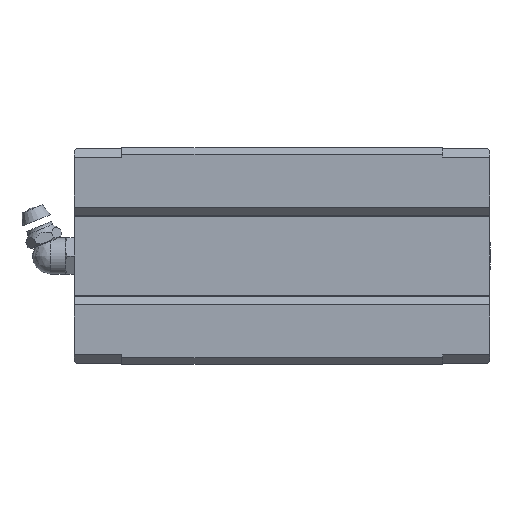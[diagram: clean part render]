
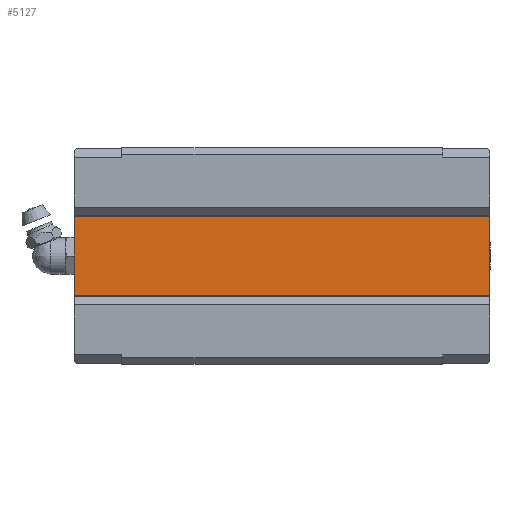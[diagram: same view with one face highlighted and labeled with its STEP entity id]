
A CAD part, front view. The second image highlights one B-rep face of the part: STEP entity #5127.
In plain terms, the highlighted planar face has unit normal (0, -1, 0).
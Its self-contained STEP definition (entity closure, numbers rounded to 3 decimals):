
#2 = DIRECTION ( 'NONE',  ( 0., 0., 1. ) ) ;
#17 = EDGE_CURVE ( 'NONE', #2594, #3001, #1061, .T. ) ;
#144 = CARTESIAN_POINT ( 'NONE',  ( 46., 14.2, -9.323 ) ) ;
#294 = CARTESIAN_POINT ( 'NONE',  ( -46., 14.2, -9.323 ) ) ;
#618 = EDGE_CURVE ( 'NONE', #3001, #2540, #2149, .T. ) ;
#621 = VECTOR ( 'NONE', #3147, 1000. ) ;
#760 = DIRECTION ( 'NONE',  ( -1., 0., 0. ) ) ;
#1061 = LINE ( 'NONE', #2794, #621 ) ;
#1074 = VECTOR ( 'NONE', #2, 1000. ) ;
#1266 = VECTOR ( 'NONE', #760, 1000. ) ;
#1424 = DIRECTION ( 'NONE',  ( 0., 0., -1. ) ) ;
#1430 = VECTOR ( 'NONE', #5091, 1000. ) ;
#1798 = EDGE_LOOP ( 'NONE', ( #2325, #4389, #4980, #2106 ) ) ;
#1851 = VERTEX_POINT ( 'NONE', #2219 ) ;
#1860 = CARTESIAN_POINT ( 'NONE',  ( 46., 14.2, 9.323 ) ) ;
#2106 = ORIENTED_EDGE ( 'NONE', *, *, #17, .T. ) ;
#2149 = LINE ( 'NONE', #3855, #1074 ) ;
#2219 = CARTESIAN_POINT ( 'NONE',  ( -46., 14.2, 9.323 ) ) ;
#2254 = AXIS2_PLACEMENT_3D ( 'NONE', #144, #4375, #1424 ) ;
#2325 = ORIENTED_EDGE ( 'NONE', *, *, #618, .T. ) ;
#2488 = CARTESIAN_POINT ( 'NONE',  ( -46., 14.2, -9.323 ) ) ;
#2540 = VERTEX_POINT ( 'NONE', #1860 ) ;
#2594 = VERTEX_POINT ( 'NONE', #294 ) ;
#2777 = EDGE_CURVE ( 'NONE', #1851, #2594, #3395, .T. ) ;
#2794 = CARTESIAN_POINT ( 'NONE',  ( 46., 14.2, -9.323 ) ) ;
#2905 = CARTESIAN_POINT ( 'NONE',  ( 46., 14.2, 9.323 ) ) ;
#3001 = VERTEX_POINT ( 'NONE', #4372 ) ;
#3147 = DIRECTION ( 'NONE',  ( 1., 0., 0. ) ) ;
#3395 = LINE ( 'NONE', #2488, #1430 ) ;
#3550 = PLANE ( 'NONE',  #2254 ) ;
#3855 = CARTESIAN_POINT ( 'NONE',  ( 46., 14.2, -9.323 ) ) ;
#3869 = LINE ( 'NONE', #2905, #1266 ) ;
#4009 = FACE_OUTER_BOUND ( 'NONE', #1798, .T. ) ;
#4050 = EDGE_CURVE ( 'NONE', #2540, #1851, #3869, .T. ) ;
#4372 = CARTESIAN_POINT ( 'NONE',  ( 46., 14.2, -9.323 ) ) ;
#4375 = DIRECTION ( 'NONE',  ( 0., -1., 0. ) ) ;
#4389 = ORIENTED_EDGE ( 'NONE', *, *, #4050, .T. ) ;
#4980 = ORIENTED_EDGE ( 'NONE', *, *, #2777, .T. ) ;
#5091 = DIRECTION ( 'NONE',  ( 0., 0., -1. ) ) ;
#5127 = ADVANCED_FACE ( 'NONE', ( #4009 ), #3550, .T. ) ;
